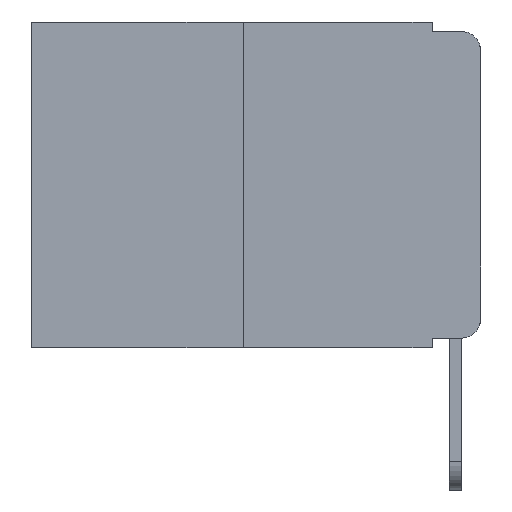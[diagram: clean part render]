
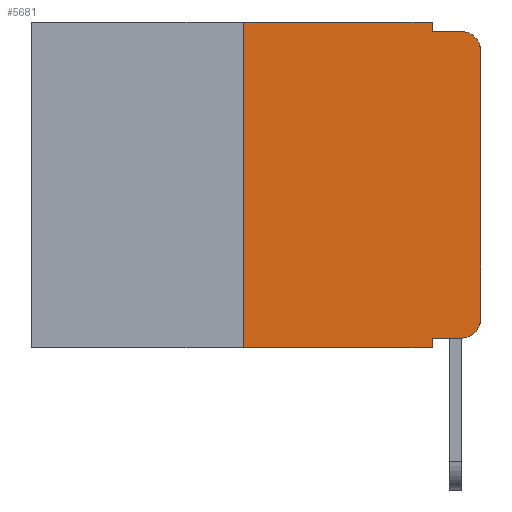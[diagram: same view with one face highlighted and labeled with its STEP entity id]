
A CAD part, left-side view. The second image highlights one B-rep face of the part: STEP entity #5681.
In plain terms, the highlighted planar face has unit normal (-1, 0, 0).
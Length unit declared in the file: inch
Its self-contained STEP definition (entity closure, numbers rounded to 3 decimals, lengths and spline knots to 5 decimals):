
#40 = CARTESIAN_POINT ( 'NONE',  ( 0., 0.02, -0.333 ) ) ;
#649 = VECTOR ( 'NONE', #4986, 39.37008 ) ;
#1029 = VERTEX_POINT ( 'NONE', #7034 ) ;
#1159 = DIRECTION ( 'NONE',  ( 0., -1., 0. ) ) ;
#1305 = CARTESIAN_POINT ( 'NONE',  ( 0., 0.473, 0. ) ) ;
#1417 = AXIS2_PLACEMENT_3D ( 'NONE', #14477, #13503, #7312 ) ;
#1508 = CARTESIAN_POINT ( 'NONE',  ( 0., 0.02, -0.01 ) ) ;
#1531 = DIRECTION ( 'NONE',  ( 0., -1., 0. ) ) ;
#1591 = VECTOR ( 'NONE', #1531, 39.37008 ) ;
#2474 = CARTESIAN_POINT ( 'NONE',  ( 0., 0., 0. ) ) ;
#2477 = CARTESIAN_POINT ( 'NONE',  ( 0., 0.051, 0. ) ) ;
#2495 = VECTOR ( 'NONE', #1159, 39.37008 ) ;
#2625 = CARTESIAN_POINT ( 'NONE',  ( 0., 0.051, -0.333 ) ) ;
#3117 = LINE ( 'NONE', #14190, #11633 ) ;
#3159 = DIRECTION ( 'NONE',  ( -1., 0., 0. ) ) ;
#3337 = FACE_OUTER_BOUND ( 'NONE', #10440, .T. ) ;
#3692 = VECTOR ( 'NONE', #9584, 39.37008 ) ;
#3754 = VECTOR ( 'NONE', #11794, 39.37008 ) ;
#3885 = CARTESIAN_POINT ( 'NONE',  ( 0., 0., -0.03 ) ) ;
#4142 = LINE ( 'NONE', #8742, #3754 ) ;
#4310 = CARTESIAN_POINT ( 'NONE',  ( 0., 0.02, -0.313 ) ) ;
#4422 = AXIS2_PLACEMENT_3D ( 'NONE', #4310, #12221, #5621 ) ;
#4427 = EDGE_CURVE ( 'NONE', #1029, #13338, #8351, .T. ) ;
#4475 = CARTESIAN_POINT ( 'NONE',  ( 0., 0.051, 0. ) ) ;
#4675 = VERTEX_POINT ( 'NONE', #6835 ) ;
#4702 = VERTEX_POINT ( 'NONE', #40 ) ;
#4986 = DIRECTION ( 'NONE',  ( 0., 0., 1. ) ) ;
#4990 = DIRECTION ( 'NONE',  ( 0., 0., -1. ) ) ;
#5008 = ORIENTED_EDGE ( 'NONE', *, *, #6446, .F. ) ;
#5399 = VERTEX_POINT ( 'NONE', #12744 ) ;
#5402 = EDGE_CURVE ( 'NONE', #6628, #7769, #13387, .T. ) ;
#5403 = EDGE_CURVE ( 'NONE', #5399, #4675, #4142, .T. ) ;
#5459 = ORIENTED_EDGE ( 'NONE', *, *, #6347, .T. ) ;
#5499 = LINE ( 'NONE', #2477, #13792 ) ;
#5621 = DIRECTION ( 'NONE',  ( 0., 0., -1. ) ) ;
#5681 = ADVANCED_FACE ( 'NONE', ( #3337 ), #11516, .F. ) ;
#5727 = ORIENTED_EDGE ( 'NONE', *, *, #5402, .T. ) ;
#5780 = DIRECTION ( 'NONE',  ( 0., 0., -1. ) ) ;
#6199 = ORIENTED_EDGE ( 'NONE', *, *, #4427, .F. ) ;
#6281 = ORIENTED_EDGE ( 'NONE', *, *, #6399, .F. ) ;
#6316 = EDGE_CURVE ( 'NONE', #10744, #4702, #3117, .T. ) ;
#6318 = EDGE_CURVE ( 'NONE', #4702, #6628, #8936, .T. ) ;
#6347 = EDGE_CURVE ( 'NONE', #7769, #11067, #8618, .T. ) ;
#6373 = EDGE_CURVE ( 'NONE', #10744, #4675, #11020, .T. ) ;
#6399 = EDGE_CURVE ( 'NONE', #5399, #1029, #10074, .T. ) ;
#6446 = EDGE_CURVE ( 'NONE', #13265, #11067, #9394, .T. ) ;
#6451 = EDGE_CURVE ( 'NONE', #13338, #13265, #5499, .T. ) ;
#6512 = ORIENTED_EDGE ( 'NONE', *, *, #5403, .T. ) ;
#6628 = VERTEX_POINT ( 'NONE', #11312 ) ;
#6821 = DIRECTION ( 'NONE',  ( 0., -1., 0. ) ) ;
#6835 = CARTESIAN_POINT ( 'NONE',  ( 0., 0.051, -0.343 ) ) ;
#7034 = CARTESIAN_POINT ( 'NONE',  ( 0., 0.25, 0. ) ) ;
#7050 = AXIS2_PLACEMENT_3D ( 'NONE', #10317, #3159, #11321 ) ;
#7312 = DIRECTION ( 'NONE',  ( 0., 0., -1. ) ) ;
#7478 = ORIENTED_EDGE ( 'NONE', *, *, #6373, .F. ) ;
#7722 = ORIENTED_EDGE ( 'NONE', *, *, #6316, .T. ) ;
#7769 = VERTEX_POINT ( 'NONE', #3885 ) ;
#8141 = ORIENTED_EDGE ( 'NONE', *, *, #6318, .T. ) ;
#8268 = VECTOR ( 'NONE', #5780, 39.37008 ) ;
#8351 = LINE ( 'NONE', #1305, #1591 ) ;
#8618 = CIRCLE ( 'NONE', #7050, 0.02 ) ;
#8742 = CARTESIAN_POINT ( 'NONE',  ( 0., 0.473, -0.343 ) ) ;
#8936 = CIRCLE ( 'NONE', #4422, 0.02 ) ;
#9394 = LINE ( 'NONE', #9768, #2495 ) ;
#9514 = ORIENTED_EDGE ( 'NONE', *, *, #6451, .F. ) ;
#9584 = DIRECTION ( 'NONE',  ( 0., 0., 1. ) ) ;
#9768 = CARTESIAN_POINT ( 'NONE',  ( 0., 0.051, -0.01 ) ) ;
#10074 = LINE ( 'NONE', #14576, #3692 ) ;
#10317 = CARTESIAN_POINT ( 'NONE',  ( 0., 0.02, -0.03 ) ) ;
#10440 = EDGE_LOOP ( 'NONE', ( #5727, #5459, #5008, #9514, #6199, #6281, #6512, #7478, #7722, #8141 ) ) ;
#10744 = VERTEX_POINT ( 'NONE', #2625 ) ;
#11020 = LINE ( 'NONE', #4475, #8268 ) ;
#11067 = VERTEX_POINT ( 'NONE', #1508 ) ;
#11312 = CARTESIAN_POINT ( 'NONE',  ( 0., 0., -0.313 ) ) ;
#11321 = DIRECTION ( 'NONE',  ( 0., 0., -1. ) ) ;
#11516 = PLANE ( 'NONE',  #1417 ) ;
#11626 = CARTESIAN_POINT ( 'NONE',  ( 0., 0.051, 0. ) ) ;
#11633 = VECTOR ( 'NONE', #6821, 39.37008 ) ;
#11794 = DIRECTION ( 'NONE',  ( 0., -1., 0. ) ) ;
#12221 = DIRECTION ( 'NONE',  ( -1., 0., 0. ) ) ;
#12744 = CARTESIAN_POINT ( 'NONE',  ( 0., 0.25, -0.343 ) ) ;
#13265 = VERTEX_POINT ( 'NONE', #14589 ) ;
#13338 = VERTEX_POINT ( 'NONE', #11626 ) ;
#13387 = LINE ( 'NONE', #2474, #649 ) ;
#13503 = DIRECTION ( 'NONE',  ( 1., 0., 0. ) ) ;
#13792 = VECTOR ( 'NONE', #4990, 39.37008 ) ;
#14190 = CARTESIAN_POINT ( 'NONE',  ( 0., 0.051, -0.333 ) ) ;
#14477 = CARTESIAN_POINT ( 'NONE',  ( 0., 0.473, 0. ) ) ;
#14576 = CARTESIAN_POINT ( 'NONE',  ( 0., 0.25, 0. ) ) ;
#14589 = CARTESIAN_POINT ( 'NONE',  ( 0., 0.051, -0.01 ) ) ;
